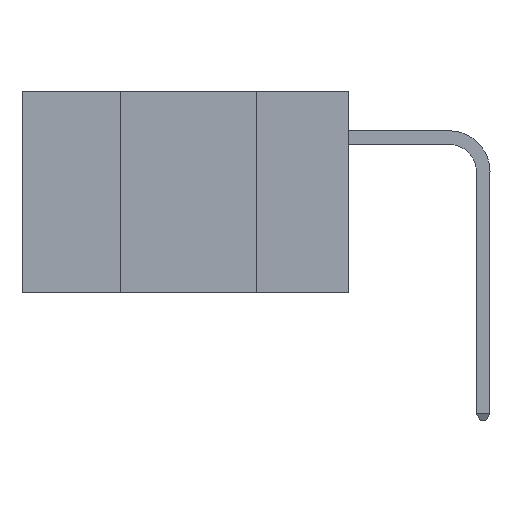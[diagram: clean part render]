
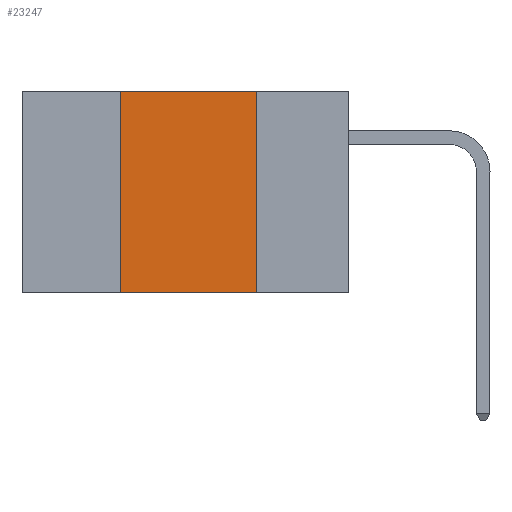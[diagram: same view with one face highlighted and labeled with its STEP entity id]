
A CAD part, left-side view. The second image highlights one B-rep face of the part: STEP entity #23247.
In plain terms, the highlighted planar face has unit normal (-1, 0, 0).
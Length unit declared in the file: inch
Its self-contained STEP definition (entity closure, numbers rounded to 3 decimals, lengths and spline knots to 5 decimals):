
#2267 = LINE ( 'NONE', #9437, #23319 ) ;
#3531 = AXIS2_PLACEMENT_3D ( 'NONE', #23728, #32519, #15243 ) ;
#4133 = EDGE_CURVE ( 'NONE', #13265, #15817, #30473, .T. ) ;
#6316 = CARTESIAN_POINT ( 'NONE',  ( 0., 0.17, -0.37 ) ) ;
#7130 = CARTESIAN_POINT ( 'NONE',  ( 0., 0.42, 0. ) ) ;
#9437 = CARTESIAN_POINT ( 'NONE',  ( 0., 0.6, -0.37 ) ) ;
#9889 = DIRECTION ( 'NONE',  ( 0., 0., -1. ) ) ;
#10453 = EDGE_LOOP ( 'NONE', ( #27313, #28970, #23802, #13964 ) ) ;
#10559 = CARTESIAN_POINT ( 'NONE',  ( 0., 0.6, 0. ) ) ;
#11766 = LINE ( 'NONE', #10559, #12666 ) ;
#12666 = VECTOR ( 'NONE', #27826, 39.37008 ) ;
#12681 = CARTESIAN_POINT ( 'NONE',  ( 0., 0.17, 0. ) ) ;
#13265 = VERTEX_POINT ( 'NONE', #33372 ) ;
#13839 = CARTESIAN_POINT ( 'NONE',  ( 0., 0.42, 0. ) ) ;
#13964 = ORIENTED_EDGE ( 'NONE', *, *, #29222, .T. ) ;
#14095 = CARTESIAN_POINT ( 'NONE',  ( 0., 0.17, 0. ) ) ;
#15243 = DIRECTION ( 'NONE',  ( 0., 0., -1. ) ) ;
#15817 = VERTEX_POINT ( 'NONE', #7130 ) ;
#23247 = ADVANCED_FACE ( 'NONE', ( #35543 ), #29598, .F. ) ;
#23319 = VECTOR ( 'NONE', #29607, 39.37008 ) ;
#23728 = CARTESIAN_POINT ( 'NONE',  ( 0., 0.6, 0. ) ) ;
#23802 = ORIENTED_EDGE ( 'NONE', *, *, #4133, .F. ) ;
#26916 = VECTOR ( 'NONE', #9889, 39.37008 ) ;
#27313 = ORIENTED_EDGE ( 'NONE', *, *, #29969, .F. ) ;
#27826 = DIRECTION ( 'NONE',  ( 0., -1., 0. ) ) ;
#28639 = VECTOR ( 'NONE', #36960, 39.37008 ) ;
#28970 = ORIENTED_EDGE ( 'NONE', *, *, #31429, .F. ) ;
#29188 = VERTEX_POINT ( 'NONE', #6316 ) ;
#29222 = EDGE_CURVE ( 'NONE', #13265, #29188, #2267, .T. ) ;
#29598 = PLANE ( 'NONE',  #3531 ) ;
#29607 = DIRECTION ( 'NONE',  ( 0., -1., 0. ) ) ;
#29969 = EDGE_CURVE ( 'NONE', #34868, #29188, #34642, .T. ) ;
#30473 = LINE ( 'NONE', #13839, #28639 ) ;
#31429 = EDGE_CURVE ( 'NONE', #15817, #34868, #11766, .T. ) ;
#32519 = DIRECTION ( 'NONE',  ( 1., 0., 0. ) ) ;
#33372 = CARTESIAN_POINT ( 'NONE',  ( 0., 0.42, -0.37 ) ) ;
#34642 = LINE ( 'NONE', #12681, #26916 ) ;
#34868 = VERTEX_POINT ( 'NONE', #14095 ) ;
#35543 = FACE_OUTER_BOUND ( 'NONE', #10453, .T. ) ;
#36960 = DIRECTION ( 'NONE',  ( 0., 0., 1. ) ) ;
